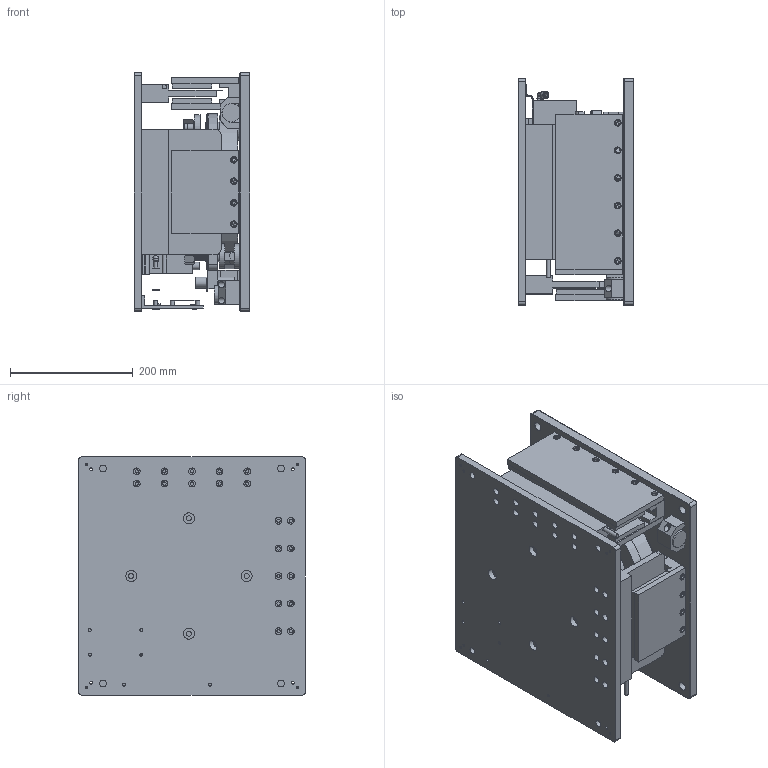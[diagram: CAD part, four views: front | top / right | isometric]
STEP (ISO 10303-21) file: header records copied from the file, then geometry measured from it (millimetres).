
FILE_DESCRIPTION (( 'STEP AP203' ), '1' );
FILE_NAME ('516454.STEP', '2025-01-03T04:03:08', ( 'Windows User' ), ( 'P R C' ), 'SwSTEP 2.0', 'SolidWorks 2020', '' );
FILE_SCHEMA (( 'CONFIG_CONTROL_DESIGN' ));
Products named in the file (1): 516454
Bounding box: 188 x 369 x 388 mm (x, y, z)
Surface area: 1191541.3 mm2 (no closed solid volume)
Topology: 0 solids, 80 shells, 662 faces, 2388 edges, 1806 vertices
Faces by surface type: plane 346, cylinder 221, cone 73, bspline 11, torus 11
Full cylindrical faces by diameter (mm): 0.9 x1, 1 x5, 2 x2, 2.5 x3, 3 x2, 3.2 x3, 3.3 x2, 4.2 x8, 4.5 x2, 5 x8, 6 x4, 6.79 x1, 7 x11, 8 x1, 8.1 x1, 8.25 x1, 8.4 x4, 8.45 x1, 8.5 x4, 9.7 x2, 10 x18, 10.4 x1, 10.5 x1, 11 x34, 11.7 x2, 12 x6, 12.6 x1, 12.7 x1, 13.835 x1, 14 x6
Entity records: 46309 total; most frequent: CARTESIAN_POINT 27799, DIRECTION 3262, ORIENTED_EDGE 3122, EDGE_CURVE 2084, VERTEX_POINT 1733, EDGE_LOOP 1345, AXIS2_PLACEMENT_3D 1187, VECTOR 888
